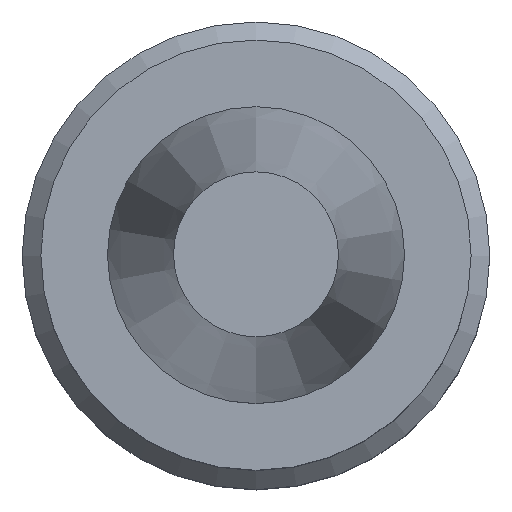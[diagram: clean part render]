
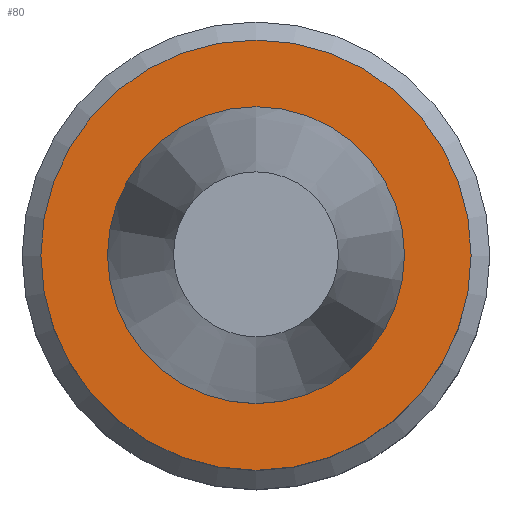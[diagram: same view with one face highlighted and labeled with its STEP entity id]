
A CAD part, top view. The second image highlights one B-rep face of the part: STEP entity #80.
In plain terms, the highlighted planar face has unit normal (0, 0, 1).
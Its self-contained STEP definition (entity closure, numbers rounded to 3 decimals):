
#80=ADVANCED_FACE('',(#104,#105),#106,.T.);
#104=FACE_OUTER_BOUND('',#144,.T.);
#105=FACE_BOUND('',#145,.T.);
#106=PLANE('',#146);
#144=EDGE_LOOP('',(#194));
#145=EDGE_LOOP('',(#195));
#146=AXIS2_PLACEMENT_3D('',#196,#197,#198);
#194=ORIENTED_EDGE('',*,*,#244,.F.);
#195=ORIENTED_EDGE('',*,*,#242,.T.);
#196=CARTESIAN_POINT('',(0.,19.438,-1.));
#197=DIRECTION('',(0.,0.,1.0));
#198=DIRECTION('',(0.,-1.0,0.));
#242=EDGE_CURVE('',#259,#259,#260,.T.);
#244=EDGE_CURVE('',#263,#263,#264,.T.);
#259=VERTEX_POINT('',#285);
#260=CIRCLE('',#286,15.875);
#263=VERTEX_POINT('',#289);
#264=CIRCLE('',#290,23.0);
#285=CARTESIAN_POINT('',(0.,15.875,-1.));
#286=AXIS2_PLACEMENT_3D('',#315,#316,#317);
#289=CARTESIAN_POINT('',(0.,23.0,-1.));
#290=AXIS2_PLACEMENT_3D('',#321,#322,#323);
#315=CARTESIAN_POINT('',(0.,0.,-1.0));
#316=DIRECTION('',(0.,0.,-1.0));
#317=DIRECTION('',(0.,1.0,0.));
#321=CARTESIAN_POINT('',(0.,0.,-1.0));
#322=DIRECTION('',(0.,0.,-1.0));
#323=DIRECTION('',(0.,1.0,0.));
